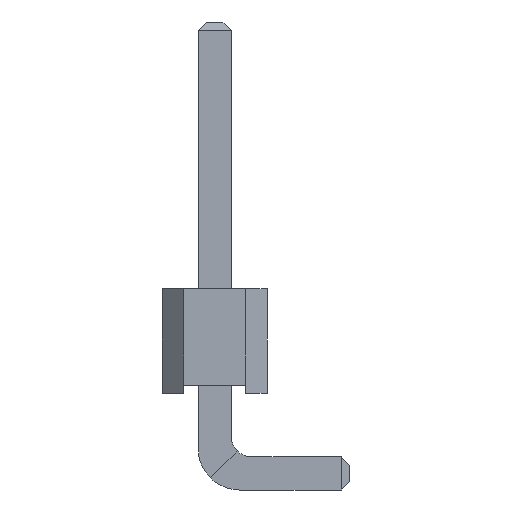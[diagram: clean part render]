
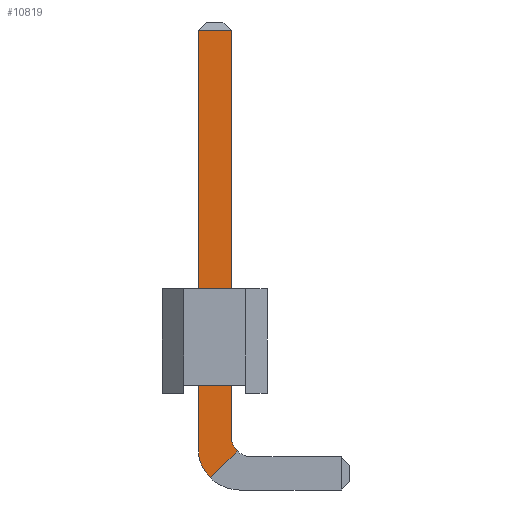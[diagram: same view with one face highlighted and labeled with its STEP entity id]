
A CAD part, front view. The second image highlights one B-rep face of the part: STEP entity #10819.
In plain terms, the highlighted planar face has unit normal (0, -1, 0).
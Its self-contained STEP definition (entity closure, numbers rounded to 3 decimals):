
#10076 = PLANE('',#10077);
#10077 = AXIS2_PLACEMENT_3D('',#10078,#10079,#10080);
#10078 = CARTESIAN_POINT('',(0.4,-19.92,9.));
#10079 = DIRECTION('',(1.,0.,0.));
#10080 = DIRECTION('',(0.,-1.,0.));
#10109 = CYLINDRICAL_SURFACE('',#10110,0.5);
#10110 = AXIS2_PLACEMENT_3D('',#10111,#10112,#10113);
#10111 = CARTESIAN_POINT('',(0.9,-19.92,-1.04));
#10112 = DIRECTION('',(0.,-1.,0.));
#10113 = DIRECTION('',(-1.,0.,0.));
#10170 = CYLINDRICAL_SURFACE('',#10171,1.);
#10171 = AXIS2_PLACEMENT_3D('',#10172,#10173,#10174);
#10172 = CARTESIAN_POINT('',(0.6,-19.92,-1.34));
#10173 = DIRECTION('',(-0.,-1.,0.));
#10174 = DIRECTION('',(-1.,0.,0.));
#10198 = PLANE('',#10199);
#10199 = AXIS2_PLACEMENT_3D('',#10200,#10201,#10202);
#10200 = CARTESIAN_POINT('',(-0.4,-20.72,9.));
#10201 = DIRECTION('',(-1.,0.,0.));
#10202 = DIRECTION('',(0.,1.,0.));
#10241 = VERTEX_POINT('',#10242);
#10242 = CARTESIAN_POINT('',(0.4,-20.72,8.8));
#10268 = EDGE_CURVE('',#10241,#10269,#10271,.T.);
#10269 = VERTEX_POINT('',#10270);
#10270 = CARTESIAN_POINT('',(0.4,-20.72,-1.04));
#10271 = SURFACE_CURVE('',#10272,(#10276,#10283),.PCURVE_S1.);
#10272 = LINE('',#10273,#10274);
#10273 = CARTESIAN_POINT('',(0.4,-20.72,9.));
#10274 = VECTOR('',#10275,1.);
#10275 = DIRECTION('',(0.,0.,-1.));
#10276 = PCURVE('',#10076,#10277);
#10277 = DEFINITIONAL_REPRESENTATION('',(#10278),#10282);
#10278 = LINE('',#10279,#10280);
#10279 = CARTESIAN_POINT('',(0.8,0.));
#10280 = VECTOR('',#10281,1.);
#10281 = DIRECTION('',(0.,1.));
#10282 = ( GEOMETRIC_REPRESENTATION_CONTEXT(2) 
PARAMETRIC_REPRESENTATION_CONTEXT() REPRESENTATION_CONTEXT('2D SPACE',''
  ) );
#10283 = PCURVE('',#10284,#10289);
#10284 = PLANE('',#10285);
#10285 = AXIS2_PLACEMENT_3D('',#10286,#10287,#10288);
#10286 = CARTESIAN_POINT('',(0.4,-20.72,9.));
#10287 = DIRECTION('',(-0.,-1.,0.));
#10288 = DIRECTION('',(-1.,0.,0.));
#10289 = DEFINITIONAL_REPRESENTATION('',(#10290),#10294);
#10290 = LINE('',#10291,#10292);
#10291 = CARTESIAN_POINT('',(0.,0.));
#10292 = VECTOR('',#10293,1.);
#10293 = DIRECTION('',(0.,1.));
#10294 = ( GEOMETRIC_REPRESENTATION_CONTEXT(2) 
PARAMETRIC_REPRESENTATION_CONTEXT() REPRESENTATION_CONTEXT('2D SPACE',''
  ) );
#10459 = VERTEX_POINT('',#10460);
#10460 = CARTESIAN_POINT('',(0.546,-20.72,-1.394));
#10475 = PLANE('',#10476);
#10476 = AXIS2_PLACEMENT_3D('',#10477,#10478,#10479);
#10477 = CARTESIAN_POINT('',(0.,-20.72,-1.54));
#10478 = DIRECTION('',(0.,-1.,0.));
#10479 = DIRECTION('',(0.,0.,-1.));
#10487 = EDGE_CURVE('',#10269,#10459,#10488,.T.);
#10488 = SURFACE_CURVE('',#10489,(#10494,#10501),.PCURVE_S1.);
#10489 = CIRCLE('',#10490,0.5);
#10490 = AXIS2_PLACEMENT_3D('',#10491,#10492,#10493);
#10491 = CARTESIAN_POINT('',(0.9,-20.72,-1.04));
#10492 = DIRECTION('',(0.,-1.,0.));
#10493 = DIRECTION('',(0.,0.,-1.));
#10494 = PCURVE('',#10109,#10495);
#10495 = DEFINITIONAL_REPRESENTATION('',(#10496),#10500);
#10496 = LINE('',#10497,#10498);
#10497 = CARTESIAN_POINT('',(-4.712,0.8));
#10498 = VECTOR('',#10499,1.);
#10499 = DIRECTION('',(1.,0.));
#10500 = ( GEOMETRIC_REPRESENTATION_CONTEXT(2) 
PARAMETRIC_REPRESENTATION_CONTEXT() REPRESENTATION_CONTEXT('2D SPACE',''
  ) );
#10501 = PCURVE('',#10284,#10502);
#10502 = DEFINITIONAL_REPRESENTATION('',(#10503),#10507);
#10503 = CIRCLE('',#10504,0.5);
#10504 = AXIS2_PLACEMENT_2D('',#10505,#10506);
#10505 = CARTESIAN_POINT('',(-0.5,10.04));
#10506 = DIRECTION('',(0.,1.));
#10507 = ( GEOMETRIC_REPRESENTATION_CONTEXT(2) 
PARAMETRIC_REPRESENTATION_CONTEXT() REPRESENTATION_CONTEXT('2D SPACE',''
  ) );
#10513 = EDGE_CURVE('',#10514,#10516,#10518,.T.);
#10514 = VERTEX_POINT('',#10515);
#10515 = CARTESIAN_POINT('',(-0.4,-20.72,8.8));
#10516 = VERTEX_POINT('',#10517);
#10517 = CARTESIAN_POINT('',(-0.4,-20.72,-1.34));
#10518 = SURFACE_CURVE('',#10519,(#10523,#10530),.PCURVE_S1.);
#10519 = LINE('',#10520,#10521);
#10520 = CARTESIAN_POINT('',(-0.4,-20.72,9.));
#10521 = VECTOR('',#10522,1.);
#10522 = DIRECTION('',(0.,0.,-1.));
#10523 = PCURVE('',#10198,#10524);
#10524 = DEFINITIONAL_REPRESENTATION('',(#10525),#10529);
#10525 = LINE('',#10526,#10527);
#10526 = CARTESIAN_POINT('',(0.,0.));
#10527 = VECTOR('',#10528,1.);
#10528 = DIRECTION('',(0.,1.));
#10529 = ( GEOMETRIC_REPRESENTATION_CONTEXT(2) 
PARAMETRIC_REPRESENTATION_CONTEXT() REPRESENTATION_CONTEXT('2D SPACE',''
  ) );
#10530 = PCURVE('',#10284,#10531);
#10531 = DEFINITIONAL_REPRESENTATION('',(#10532),#10536);
#10532 = LINE('',#10533,#10534);
#10533 = CARTESIAN_POINT('',(0.8,0.));
#10534 = VECTOR('',#10535,1.);
#10535 = DIRECTION('',(0.,1.));
#10536 = ( GEOMETRIC_REPRESENTATION_CONTEXT(2) 
PARAMETRIC_REPRESENTATION_CONTEXT() REPRESENTATION_CONTEXT('2D SPACE',''
  ) );
#10720 = VERTEX_POINT('',#10721);
#10721 = CARTESIAN_POINT('',(-0.107,-20.72,-2.047));
#10743 = EDGE_CURVE('',#10516,#10720,#10744,.T.);
#10744 = SURFACE_CURVE('',#10745,(#10750,#10757),.PCURVE_S1.);
#10745 = CIRCLE('',#10746,1.);
#10746 = AXIS2_PLACEMENT_3D('',#10747,#10748,#10749);
#10747 = CARTESIAN_POINT('',(0.6,-20.72,-1.34));
#10748 = DIRECTION('',(0.,-1.,0.));
#10749 = DIRECTION('',(0.,0.,-1.));
#10750 = PCURVE('',#10170,#10751);
#10751 = DEFINITIONAL_REPRESENTATION('',(#10752),#10756);
#10752 = LINE('',#10753,#10754);
#10753 = CARTESIAN_POINT('',(-4.712,0.8));
#10754 = VECTOR('',#10755,1.);
#10755 = DIRECTION('',(1.,0.));
#10756 = ( GEOMETRIC_REPRESENTATION_CONTEXT(2) 
PARAMETRIC_REPRESENTATION_CONTEXT() REPRESENTATION_CONTEXT('2D SPACE',''
  ) );
#10757 = PCURVE('',#10284,#10758);
#10758 = DEFINITIONAL_REPRESENTATION('',(#10759),#10763);
#10759 = CIRCLE('',#10760,1.);
#10760 = AXIS2_PLACEMENT_2D('',#10761,#10762);
#10761 = CARTESIAN_POINT('',(-0.2,10.34));
#10762 = DIRECTION('',(0.,1.));
#10763 = ( GEOMETRIC_REPRESENTATION_CONTEXT(2) 
PARAMETRIC_REPRESENTATION_CONTEXT() REPRESENTATION_CONTEXT('2D SPACE',''
  ) );
#10787 = PLANE('',#10788);
#10788 = AXIS2_PLACEMENT_3D('',#10789,#10790,#10791);
#10789 = CARTESIAN_POINT('',(0.4,-20.62,8.9));
#10790 = DIRECTION('',(0.,-0.707,0.707
    ));
#10791 = DIRECTION('',(-1.,0.,0.));
#10819 = ADVANCED_FACE('',(#10820),#10284,.T.);
#10820 = FACE_BOUND('',#10821,.T.);
#10821 = EDGE_LOOP('',(#10822,#10823,#10844,#10845,#10846,#10867));
#10822 = ORIENTED_EDGE('',*,*,#10268,.F.);
#10823 = ORIENTED_EDGE('',*,*,#10824,.T.);
#10824 = EDGE_CURVE('',#10241,#10514,#10825,.T.);
#10825 = SURFACE_CURVE('',#10826,(#10830,#10837),.PCURVE_S1.);
#10826 = LINE('',#10827,#10828);
#10827 = CARTESIAN_POINT('',(0.4,-20.72,8.8));
#10828 = VECTOR('',#10829,1.);
#10829 = DIRECTION('',(-1.,0.,0.));
#10830 = PCURVE('',#10284,#10831);
#10831 = DEFINITIONAL_REPRESENTATION('',(#10832),#10836);
#10832 = LINE('',#10833,#10834);
#10833 = CARTESIAN_POINT('',(0.,0.2));
#10834 = VECTOR('',#10835,1.);
#10835 = DIRECTION('',(1.,0.));
#10836 = ( GEOMETRIC_REPRESENTATION_CONTEXT(2) 
PARAMETRIC_REPRESENTATION_CONTEXT() REPRESENTATION_CONTEXT('2D SPACE',''
  ) );
#10837 = PCURVE('',#10787,#10838);
#10838 = DEFINITIONAL_REPRESENTATION('',(#10839),#10843);
#10839 = LINE('',#10840,#10841);
#10840 = CARTESIAN_POINT('',(0.,0.141));
#10841 = VECTOR('',#10842,1.);
#10842 = DIRECTION('',(1.,0.));
#10843 = ( GEOMETRIC_REPRESENTATION_CONTEXT(2) 
PARAMETRIC_REPRESENTATION_CONTEXT() REPRESENTATION_CONTEXT('2D SPACE',''
  ) );
#10844 = ORIENTED_EDGE('',*,*,#10513,.T.);
#10845 = ORIENTED_EDGE('',*,*,#10743,.T.);
#10846 = ORIENTED_EDGE('',*,*,#10847,.F.);
#10847 = EDGE_CURVE('',#10459,#10720,#10848,.T.);
#10848 = SURFACE_CURVE('',#10849,(#10853,#10860),.PCURVE_S1.);
#10849 = LINE('',#10850,#10851);
#10850 = CARTESIAN_POINT('',(0.4,-20.72,-1.54));
#10851 = VECTOR('',#10852,1.);
#10852 = DIRECTION('',(-0.707,0.,
    -0.707));
#10853 = PCURVE('',#10284,#10854);
#10854 = DEFINITIONAL_REPRESENTATION('',(#10855),#10859);
#10855 = LINE('',#10856,#10857);
#10856 = CARTESIAN_POINT('',(0.,10.54));
#10857 = VECTOR('',#10858,1.);
#10858 = DIRECTION('',(0.707,0.707));
#10859 = ( GEOMETRIC_REPRESENTATION_CONTEXT(2) 
PARAMETRIC_REPRESENTATION_CONTEXT() REPRESENTATION_CONTEXT('2D SPACE',''
  ) );
#10860 = PCURVE('',#10475,#10861);
#10861 = DEFINITIONAL_REPRESENTATION('',(#10862),#10866);
#10862 = LINE('',#10863,#10864);
#10863 = CARTESIAN_POINT('',(0.,0.4));
#10864 = VECTOR('',#10865,1.);
#10865 = DIRECTION('',(0.707,-0.707));
#10866 = ( GEOMETRIC_REPRESENTATION_CONTEXT(2) 
PARAMETRIC_REPRESENTATION_CONTEXT() REPRESENTATION_CONTEXT('2D SPACE',''
  ) );
#10867 = ORIENTED_EDGE('',*,*,#10487,.F.);
